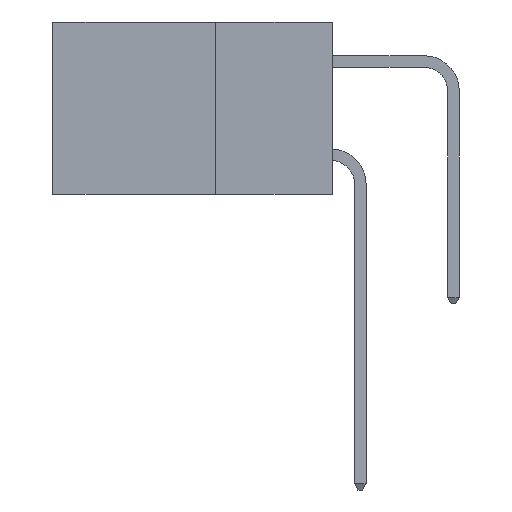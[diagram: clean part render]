
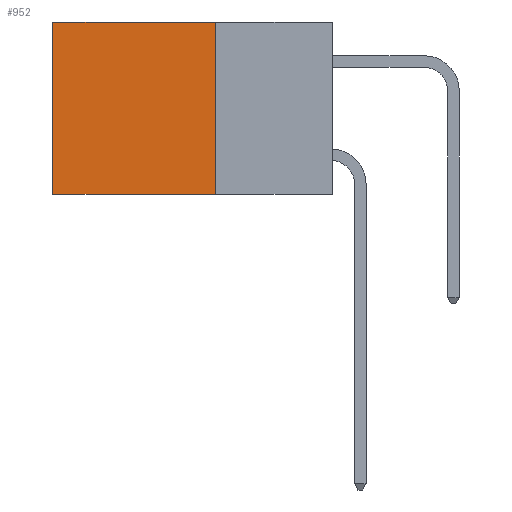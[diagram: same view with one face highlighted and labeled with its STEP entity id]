
A CAD part, left-side view. The second image highlights one B-rep face of the part: STEP entity #952.
In plain terms, the highlighted planar face has unit normal (-1, 0, 0).
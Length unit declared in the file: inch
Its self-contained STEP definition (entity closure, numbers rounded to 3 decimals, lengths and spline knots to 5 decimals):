
#316 = VERTEX_POINT ( 'NONE', #15207 ) ;
#362 = VECTOR ( 'NONE', #4244, 39.37008 ) ;
#952 = ADVANCED_FACE ( 'NONE', ( #22395 ), #15376, .F. ) ;
#1805 = VERTEX_POINT ( 'NONE', #21856 ) ;
#3177 = DIRECTION ( 'NONE',  ( 1., 0., 0. ) ) ;
#3617 = VECTOR ( 'NONE', #9687, 39.37008 ) ;
#4244 = DIRECTION ( 'NONE',  ( 0., 1., 0. ) ) ;
#4844 = EDGE_CURVE ( 'NONE', #20690, #21284, #7820, .T. ) ;
#5021 = AXIS2_PLACEMENT_3D ( 'NONE', #15561, #3177, #15446 ) ;
#5161 = LINE ( 'NONE', #9490, #362 ) ;
#5278 = CARTESIAN_POINT ( 'NONE',  ( 0.2615, 0.25, -0.37 ) ) ;
#5918 = DIRECTION ( 'NONE',  ( 0., 1., 0. ) ) ;
#6507 = LINE ( 'NONE', #5278, #15369 ) ;
#7074 = DIRECTION ( 'NONE',  ( 0., 0., -1. ) ) ;
#7367 = EDGE_CURVE ( 'NONE', #1805, #21284, #17144, .T. ) ;
#7799 = EDGE_LOOP ( 'NONE', ( #8341, #12983, #16335, #20767 ) ) ;
#7820 = LINE ( 'NONE', #7885, #3617 ) ;
#7885 = CARTESIAN_POINT ( 'NONE',  ( 0.2615, 0.6, -0.37 ) ) ;
#8219 = CARTESIAN_POINT ( 'NONE',  ( 0.2615, 0.6, 0. ) ) ;
#8341 = ORIENTED_EDGE ( 'NONE', *, *, #4844, .T. ) ;
#9490 = CARTESIAN_POINT ( 'NONE',  ( 0.2615, 0.25, 0. ) ) ;
#9687 = DIRECTION ( 'NONE',  ( 0., 0., -1. ) ) ;
#11150 = CARTESIAN_POINT ( 'NONE',  ( 0.2615, 0.25, -0.37 ) ) ;
#12979 = VECTOR ( 'NONE', #5918, 39.37008 ) ;
#12983 = ORIENTED_EDGE ( 'NONE', *, *, #7367, .F. ) ;
#13625 = EDGE_CURVE ( 'NONE', #316, #1805, #6507, .T. ) ;
#15033 = CARTESIAN_POINT ( 'NONE',  ( 0.2615, 0.6, -0.37 ) ) ;
#15207 = CARTESIAN_POINT ( 'NONE',  ( 0.2615, 0.25, 0. ) ) ;
#15369 = VECTOR ( 'NONE', #7074, 39.37008 ) ;
#15376 = PLANE ( 'NONE',  #5021 ) ;
#15446 = DIRECTION ( 'NONE',  ( 0., 0., -1. ) ) ;
#15561 = CARTESIAN_POINT ( 'NONE',  ( 0.2615, 0.25, -0.37 ) ) ;
#15672 = EDGE_CURVE ( 'NONE', #316, #20690, #5161, .T. ) ;
#16335 = ORIENTED_EDGE ( 'NONE', *, *, #13625, .F. ) ;
#17144 = LINE ( 'NONE', #11150, #12979 ) ;
#20690 = VERTEX_POINT ( 'NONE', #8219 ) ;
#20767 = ORIENTED_EDGE ( 'NONE', *, *, #15672, .T. ) ;
#21284 = VERTEX_POINT ( 'NONE', #15033 ) ;
#21856 = CARTESIAN_POINT ( 'NONE',  ( 0.2615, 0.25, -0.37 ) ) ;
#22395 = FACE_OUTER_BOUND ( 'NONE', #7799, .T. ) ;
